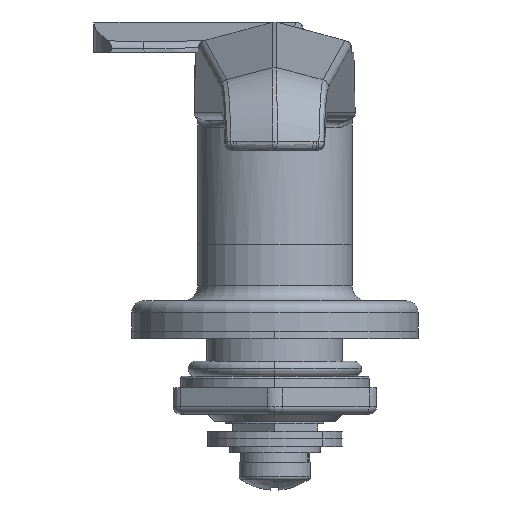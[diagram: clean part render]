
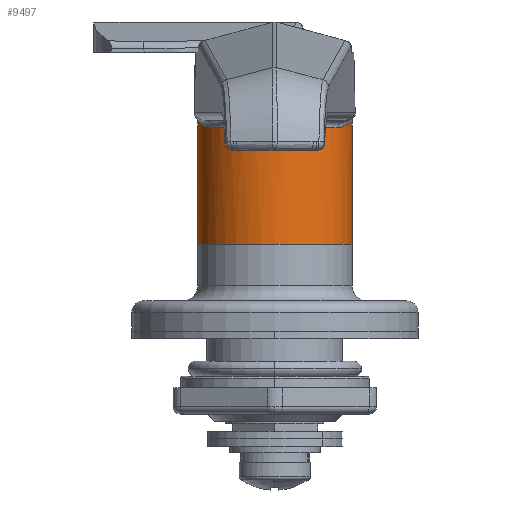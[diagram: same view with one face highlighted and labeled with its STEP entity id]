
A CAD part, front view. The second image highlights one B-rep face of the part: STEP entity #9497.
In plain terms, the highlighted cylindrical face has radius 10.25 mm (diameter 20.5 mm), a partial arc.
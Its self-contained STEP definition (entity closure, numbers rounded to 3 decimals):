
#338 = ORIENTED_EDGE ( 'NONE', *, *, #2423, .F. ) ;
#340 = ORIENTED_EDGE ( 'NONE', *, *, #4287, .T. ) ;
#342 = ORIENTED_EDGE ( 'NONE', *, *, #2427, .T. ) ;
#442 = CARTESIAN_POINT ( 'NONE',  ( 10.217, -0.823, -0.238 ) ) ;
#443 = CARTESIAN_POINT ( 'NONE',  ( 10.18, -1.286, -0.242 ) ) ;
#447 = CARTESIAN_POINT ( 'NONE',  ( 10.25, 0., -0.261 ) ) ;
#448 = CARTESIAN_POINT ( 'NONE',  ( 10.25, -0.273, -0.244 ) ) ;
#449 = CARTESIAN_POINT ( 'NONE',  ( 0., 0., -16.5 ) ) ;
#450 = DIRECTION ( 'NONE',  ( 0., 0., 1. ) ) ;
#451 = DIRECTION ( 'NONE',  ( 1., 0., 0. ) ) ;
#452 = CARTESIAN_POINT ( 'NONE',  ( -10.217, -0.823, -0.238 ) ) ;
#453 = CARTESIAN_POINT ( 'NONE',  ( 10.239, -0.547, -0.236 ) ) ;
#454 = CARTESIAN_POINT ( 'NONE',  ( 10.217, -0.823, -0.238 ) ) ;
#455 = CARTESIAN_POINT ( 'NONE',  ( -10.239, -0.549, -0.236 ) ) ;
#456 = CARTESIAN_POINT ( 'NONE',  ( 10.112, -1.735, -0.291 ) ) ;
#457 = CARTESIAN_POINT ( 'NONE',  ( 9.922, -2.613, -0.437 ) ) ;
#458 = CARTESIAN_POINT ( 'NONE',  ( 9.799, -3.042, -0.532 ) ) ;
#459 = CARTESIAN_POINT ( 'NONE',  ( 9.495, -3.888, -0.721 ) ) ;
#460 = CARTESIAN_POINT ( 'NONE',  ( 9.315, -4.301, -0.813 ) ) ;
#461 = CARTESIAN_POINT ( 'NONE',  ( 8.902, -5.102, -0.952 ) ) ;
#462 = CARTESIAN_POINT ( 'NONE',  ( 8.668, -5.491, -1. ) ) ;
#463 = CARTESIAN_POINT ( 'NONE',  ( 8.402, -5.87, -1. ) ) ;
#464 = CARTESIAN_POINT ( 'NONE',  ( -8.668, -5.49, -1. ) ) ;
#465 = CARTESIAN_POINT ( 'NONE',  ( -8.902, -5.101, -0.951 ) ) ;
#466 = CARTESIAN_POINT ( 'NONE',  ( 0., 0., -1. ) ) ;
#467 = DIRECTION ( 'NONE',  ( 0., 0., -1. ) ) ;
#468 = DIRECTION ( 'NONE',  ( -1., 0., 0. ) ) ;
#469 = CARTESIAN_POINT ( 'NONE',  ( -8.402, -5.87, -1. ) ) ;
#470 = CARTESIAN_POINT ( 'NONE',  ( -9.314, -4.302, -0.813 ) ) ;
#471 = CARTESIAN_POINT ( 'NONE',  ( -9.493, -3.892, -0.722 ) ) ;
#472 = CARTESIAN_POINT ( 'NONE',  ( -9.797, -3.046, -0.533 ) ) ;
#473 = CARTESIAN_POINT ( 'NONE',  ( -9.921, -2.614, -0.437 ) ) ;
#474 = CARTESIAN_POINT ( 'NONE',  ( -10.112, -1.734, -0.291 ) ) ;
#475 = CARTESIAN_POINT ( 'NONE',  ( -10.18, -1.285, -0.242 ) ) ;
#476 = CARTESIAN_POINT ( 'NONE',  ( -10.217, -0.823, -0.238 ) ) ;
#477 = CARTESIAN_POINT ( 'NONE',  ( -10.25, -0.274, -0.244 ) ) ;
#478 = CARTESIAN_POINT ( 'NONE',  ( -10.25, 0., -0.261 ) ) ;
#1067 = FACE_OUTER_BOUND ( 'NONE', #3161, .T. ) ;
#1071 = CYLINDRICAL_SURFACE ( 'NONE', #11272, 10.25 ) ;
#1268 = DIRECTION ( 'NONE',  ( 0., 0., 1. ) ) ;
#1305 = CARTESIAN_POINT ( 'NONE',  ( 10.25, 0., 2. ) ) ;
#1307 = DIRECTION ( 'NONE',  ( 0., 0., 1. ) ) ;
#2423 = EDGE_CURVE ( 'NONE', #6497, #6490, #8562, .T. ) ;
#2427 = EDGE_CURVE ( 'NONE', #6493, #6598, #8566, .T. ) ;
#3161 = EDGE_LOOP ( 'NONE', ( #338, #340, #342, #6447, #6448, #6449, #6450, #6451 ) ) ;
#4287 = EDGE_CURVE ( 'NONE', #6497, #6493, #8812, .T. ) ;
#4288 = EDGE_CURVE ( 'NONE', #6598, #6569, #5085, .T. ) ;
#4289 = EDGE_CURVE ( 'NONE', #6569, #6724, #5086, .T. ) ;
#4290 = EDGE_CURVE ( 'NONE', #6724, #6716, #8813, .T. ) ;
#4291 = EDGE_CURVE ( 'NONE', #6716, #6703, #5087, .T. ) ;
#4292 = EDGE_CURVE ( 'NONE', #6703, #6490, #5088, .T. ) ;
#5085 = B_SPLINE_CURVE_WITH_KNOTS ( 'NONE', 3,
 ( #447, #448, #453, #454 ),
 .UNSPECIFIED., .F., .F.,
 ( 4, 4 ),
 ( 0.006, 0.007 ),
 .UNSPECIFIED. ) ;
#5086 = B_SPLINE_CURVE_WITH_KNOTS ( 'NONE', 3,
 ( #442, #443, #456, #457, #458, #459, #460, #461, #462, #463 ),
 .UNSPECIFIED., .F., .F.,
 ( 4, 2, 2, 2, 4 ),
 ( 0., 0.001, 0.003, 0.004, 0.005 ),
 .UNSPECIFIED. ) ;
#5087 = B_SPLINE_CURVE_WITH_KNOTS ( 'NONE', 3,
 ( #469, #464, #465, #470, #471, #472, #473, #474, #475, #476 ),
 .UNSPECIFIED., .F., .F.,
 ( 4, 2, 2, 2, 4 ),
 ( 0., 0.001, 0.003, 0.004, 0.005 ),
 .UNSPECIFIED. ) ;
#5088 = B_SPLINE_CURVE_WITH_KNOTS ( 'NONE', 3,
 ( #452, #455, #477, #478 ),
 .UNSPECIFIED., .F., .F.,
 ( 4, 4 ),
 ( 0., 0.001 ),
 .UNSPECIFIED. ) ;
#6447 = ORIENTED_EDGE ( 'NONE', *, *, #4288, .T. ) ;
#6448 = ORIENTED_EDGE ( 'NONE', *, *, #4289, .T. ) ;
#6449 = ORIENTED_EDGE ( 'NONE', *, *, #4290, .T. ) ;
#6450 = ORIENTED_EDGE ( 'NONE', *, *, #4291, .T. ) ;
#6451 = ORIENTED_EDGE ( 'NONE', *, *, #4292, .T. ) ;
#6490 = VERTEX_POINT ( 'NONE', #7768 ) ;
#6493 = VERTEX_POINT ( 'NONE', #7753 ) ;
#6497 = VERTEX_POINT ( 'NONE', #7777 ) ;
#6569 = VERTEX_POINT ( 'NONE', #7907 ) ;
#6598 = VERTEX_POINT ( 'NONE', #7963 ) ;
#6703 = VERTEX_POINT ( 'NONE', #9092 ) ;
#6716 = VERTEX_POINT ( 'NONE', #9105 ) ;
#6724 = VERTEX_POINT ( 'NONE', #9113 ) ;
#7753 = CARTESIAN_POINT ( 'NONE',  ( 10.25, 0., -16.5 ) ) ;
#7768 = CARTESIAN_POINT ( 'NONE',  ( -10.25, 0., -0.261 ) ) ;
#7777 = CARTESIAN_POINT ( 'NONE',  ( -10.25, 0., -16.5 ) ) ;
#7907 = CARTESIAN_POINT ( 'NONE',  ( 10.217, -0.823, -0.238 ) ) ;
#7963 = CARTESIAN_POINT ( 'NONE',  ( 10.25, 0., -0.261 ) ) ;
#8562 = LINE ( 'NONE', #9792, #8565 ) ;
#8565 = VECTOR ( 'NONE', #1268, 1000. ) ;
#8566 = LINE ( 'NONE', #1305, #8567 ) ;
#8567 = VECTOR ( 'NONE', #1307, 1000. ) ;
#8812 = CIRCLE ( 'NONE', #9647, 10.25 ) ;
#8813 = CIRCLE ( 'NONE', #9648, 10.25 ) ;
#9092 = CARTESIAN_POINT ( 'NONE',  ( -10.217, -0.823, -0.238 ) ) ;
#9105 = CARTESIAN_POINT ( 'NONE',  ( -8.402, -5.87, -1. ) ) ;
#9113 = CARTESIAN_POINT ( 'NONE',  ( 8.402, -5.87, -1. ) ) ;
#9497 = ADVANCED_FACE ( 'NONE', ( #1067 ), #1071, .T. ) ;
#9647 = AXIS2_PLACEMENT_3D ( 'NONE', #449, #450, #451 ) ;
#9648 = AXIS2_PLACEMENT_3D ( 'NONE', #466, #467, #468 ) ;
#9792 = CARTESIAN_POINT ( 'NONE',  ( -10.25, 0., 2. ) ) ;
#11272 = AXIS2_PLACEMENT_3D ( 'NONE', #11603, #11601, #11594 ) ;
#11594 = DIRECTION ( 'NONE',  ( 1., 0., 0. ) ) ;
#11601 = DIRECTION ( 'NONE',  ( 0., 0., 1. ) ) ;
#11603 = CARTESIAN_POINT ( 'NONE',  ( 0., 0., 2. ) ) ;
